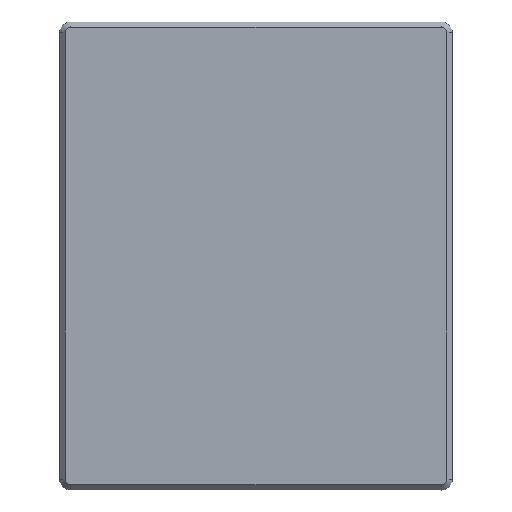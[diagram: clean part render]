
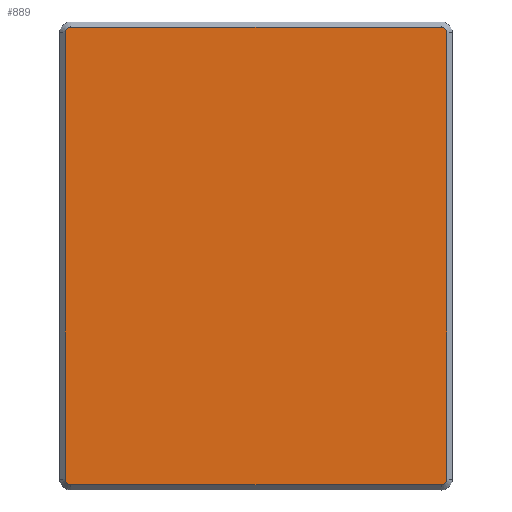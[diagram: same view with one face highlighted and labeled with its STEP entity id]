
A CAD part, top view. The second image highlights one B-rep face of the part: STEP entity #889.
In plain terms, the highlighted planar face has unit normal (0, 0, 1).
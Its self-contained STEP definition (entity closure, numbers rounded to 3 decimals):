
#4 = ORIENTED_EDGE ( 'NONE', *, *, #481, .F. ) ;
#47 = DIRECTION ( 'NONE',  ( 0., 0., -1. ) ) ;
#52 = FACE_OUTER_BOUND ( 'NONE', #369, .T. ) ;
#53 = VERTEX_POINT ( 'NONE', #436 ) ;
#67 = VECTOR ( 'NONE', #741, 1000. ) ;
#93 = CARTESIAN_POINT ( 'NONE',  ( -17.139, 20.616, 85.004 ) ) ;
#114 = LINE ( 'NONE', #1156, #1120 ) ;
#164 = DIRECTION ( 'NONE',  ( 1., 0., 0. ) ) ;
#186 = EDGE_CURVE ( 'NONE', #996, #53, #777, .T. ) ;
#188 = CARTESIAN_POINT ( 'NONE',  ( 17.139, -20.616, 85.004 ) ) ;
#190 = VERTEX_POINT ( 'NONE', #814 ) ;
#191 = LINE ( 'NONE', #1036, #1119 ) ;
#203 = DIRECTION ( 'NONE',  ( 0., 0., -1. ) ) ;
#211 = ORIENTED_EDGE ( 'NONE', *, *, #835, .T. ) ;
#218 = CARTESIAN_POINT ( 'NONE',  ( 17.139, -21.116, 85.004 ) ) ;
#225 = EDGE_CURVE ( 'NONE', #711, #282, #191, .T. ) ;
#245 = CARTESIAN_POINT ( 'NONE',  ( -17.139, -21.116, 85.004 ) ) ;
#252 = LINE ( 'NONE', #547, #1227 ) ;
#274 = DIRECTION ( 'NONE',  ( -1., 0., 0. ) ) ;
#282 = VERTEX_POINT ( 'NONE', #218 ) ;
#319 = CARTESIAN_POINT ( 'NONE',  ( 17.639, 0.486, 85.004 ) ) ;
#359 = ORIENTED_EDGE ( 'NONE', *, *, #1223, .T. ) ;
#361 = CARTESIAN_POINT ( 'NONE',  ( 17.639, 20.616, 85.004 ) ) ;
#369 = EDGE_LOOP ( 'NONE', ( #848, #211, #4, #854, #1198, #639, #977, #359 ) ) ;
#373 = DIRECTION ( 'NONE',  ( 0., -1., 0. ) ) ;
#384 = CARTESIAN_POINT ( 'NONE',  ( 17.639, -20.616, 85.004 ) ) ;
#436 = CARTESIAN_POINT ( 'NONE',  ( 17.139, 21.116, 85.004 ) ) ;
#446 = DIRECTION ( 'NONE',  ( 0., -1., 0. ) ) ;
#479 = CARTESIAN_POINT ( 'NONE',  ( 0.297, 0.486, 85.004 ) ) ;
#481 = EDGE_CURVE ( 'NONE', #190, #539, #1055, .T. ) ;
#500 = EDGE_CURVE ( 'NONE', #282, #965, #1321, .T. ) ;
#525 = DIRECTION ( 'NONE',  ( -1., 0., 0. ) ) ;
#539 = VERTEX_POINT ( 'NONE', #1236 ) ;
#547 = CARTESIAN_POINT ( 'NONE',  ( 0.297, 21.116, 85.004 ) ) ;
#599 = CARTESIAN_POINT ( 'NONE',  ( -17.639, -20.616, 85.004 ) ) ;
#617 = DIRECTION ( 'NONE',  ( 0., 0., 1. ) ) ;
#624 = AXIS2_PLACEMENT_3D ( 'NONE', #883, #47, #1314 ) ;
#639 = ORIENTED_EDGE ( 'NONE', *, *, #225, .T. ) ;
#698 = PLANE ( 'NONE',  #1207 ) ;
#711 = VERTEX_POINT ( 'NONE', #245 ) ;
#741 = DIRECTION ( 'NONE',  ( 0., 1., 0. ) ) ;
#777 = CIRCLE ( 'NONE', #1340, 0.5 ) ;
#814 = CARTESIAN_POINT ( 'NONE',  ( -17.639, 20.616, 85.004 ) ) ;
#816 = AXIS2_PLACEMENT_3D ( 'NONE', #188, #617, #938 ) ;
#835 = EDGE_CURVE ( 'NONE', #53, #539, #252, .T. ) ;
#848 = ORIENTED_EDGE ( 'NONE', *, *, #186, .T. ) ;
#854 = ORIENTED_EDGE ( 'NONE', *, *, #1189, .T. ) ;
#866 = DIRECTION ( 'NONE',  ( -1., 0., 0. ) ) ;
#883 = CARTESIAN_POINT ( 'NONE',  ( -17.139, -20.616, 85.004 ) ) ;
#889 = ADVANCED_FACE ( 'NONE', ( #52 ), #698, .T. ) ;
#894 = DIRECTION ( 'NONE',  ( 0., 0., 1. ) ) ;
#938 = DIRECTION ( 'NONE',  ( -1., 0., 0. ) ) ;
#961 = EDGE_CURVE ( 'NONE', #711, #1002, #1322, .T. ) ;
#965 = VERTEX_POINT ( 'NONE', #384 ) ;
#977 = ORIENTED_EDGE ( 'NONE', *, *, #500, .T. ) ;
#996 = VERTEX_POINT ( 'NONE', #361 ) ;
#1002 = VERTEX_POINT ( 'NONE', #599 ) ;
#1036 = CARTESIAN_POINT ( 'NONE',  ( 0.297, -21.116, 85.004 ) ) ;
#1037 = AXIS2_PLACEMENT_3D ( 'NONE', #93, #203, #525 ) ;
#1055 = CIRCLE ( 'NONE', #1037, 0.5 ) ;
#1116 = CARTESIAN_POINT ( 'NONE',  ( 17.139, 20.616, 85.004 ) ) ;
#1119 = VECTOR ( 'NONE', #164, 1000. ) ;
#1120 = VECTOR ( 'NONE', #446, 1000. ) ;
#1156 = CARTESIAN_POINT ( 'NONE',  ( -17.639, 0.486, 85.004 ) ) ;
#1189 = EDGE_CURVE ( 'NONE', #190, #1002, #114, .T. ) ;
#1198 = ORIENTED_EDGE ( 'NONE', *, *, #961, .F. ) ;
#1207 = AXIS2_PLACEMENT_3D ( 'NONE', #479, #894, #373 ) ;
#1223 = EDGE_CURVE ( 'NONE', #965, #996, #1258, .T. ) ;
#1226 = DIRECTION ( 'NONE',  ( 0., 0., 1. ) ) ;
#1227 = VECTOR ( 'NONE', #866, 1000. ) ;
#1236 = CARTESIAN_POINT ( 'NONE',  ( -17.139, 21.116, 85.004 ) ) ;
#1258 = LINE ( 'NONE', #319, #67 ) ;
#1314 = DIRECTION ( 'NONE',  ( -1., 0., 0. ) ) ;
#1321 = CIRCLE ( 'NONE', #816, 0.5 ) ;
#1322 = CIRCLE ( 'NONE', #624, 0.5 ) ;
#1340 = AXIS2_PLACEMENT_3D ( 'NONE', #1116, #1226, #274 ) ;
